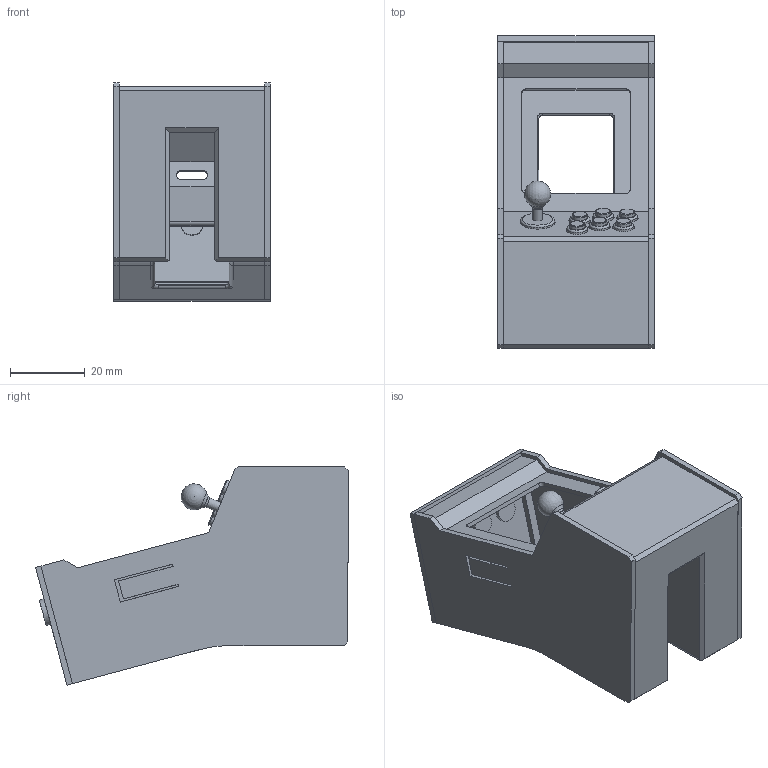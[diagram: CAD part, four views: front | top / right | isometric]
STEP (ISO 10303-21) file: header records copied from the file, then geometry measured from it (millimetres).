
FILE_DESCRIPTION(('HOOPS Exchange Step'),'2;1');
FILE_NAME('temp_export','2025-02-18T21:24:35+08:00',('titidatiti'),('Shapr3D Limited'),'HOOPS Exchange 2024.8','Shapr3D','Authorized');
FILE_SCHEMA( ('AP242_MANAGED_MODEL_BASED_3D_ENGINEERING_MIM_LF {1 0 10303 442 1 1 4}') );
Length unit declared in the file: millimetre
Products named in the file (6): 小智本体; 按钮组合; 第二版大按键; root
Assembly tree (5 placements, depth 3):
  root
    第二版大按键
      小智本体
      按钮组合
      按钮组合
      按钮组合
Bounding box: 42 x 83.92 x 58.54 mm (x, y, z)
Volume: 64575.8 mm3; surface area: 40276.4 mm2
Topology: 12 solids, 12 shells, 258 faces, 661 edges, 448 vertices
Faces by surface type: plane 156, cylinder 78, torus 19, sphere 3, cone 2
Full cylindrical faces by diameter (mm): 2.6 x1, 4 x9, 4.2 x3, 4.791 x1, 4.8 x2, 5.4 x6, 5.8 x6, 6 x3, 7 x3, 7.4 x3, 9.2 x1, 9.4 x1
Entity records: 8201 total; most frequent: DIRECTION 1457, CARTESIAN_POINT 1392, ORIENTED_EDGE 1330, EDGE_CURVE 665, AXIS2_PLACEMENT_3D 523, VERTEX_POINT 456, VECTOR 411, LINE 411
